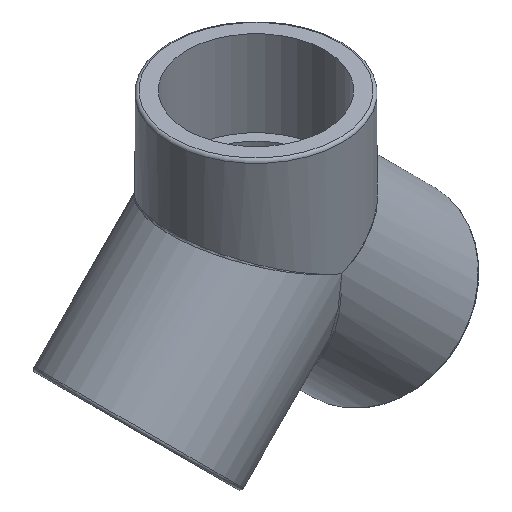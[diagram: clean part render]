
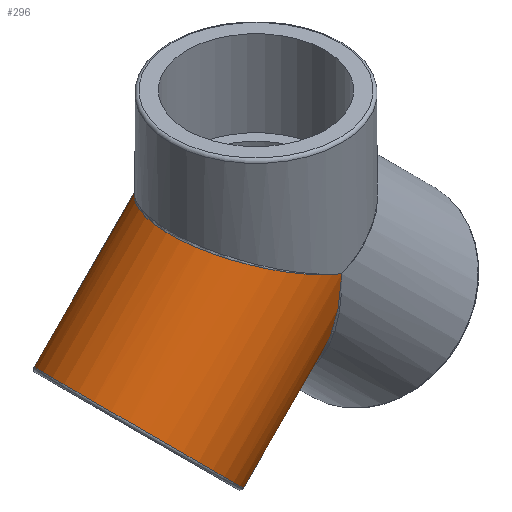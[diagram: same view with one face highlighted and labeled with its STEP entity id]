
A CAD part, isometric view. The second image highlights one B-rep face of the part: STEP entity #296.
In plain terms, the highlighted cylindrical face has radius 31 mm (diameter 62 mm), a full revolution.
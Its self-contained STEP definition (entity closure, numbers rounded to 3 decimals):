
#27=LINE('',#647,#36);
#36=VECTOR('',#412,31.);
#45=CYLINDRICAL_SURFACE('',#345,31.);
#54=CIRCLE('',#341,31.);
#57=CIRCLE('',#344,31.);
#82=FACE_OUTER_BOUND('',#103,.T.);
#103=EDGE_LOOP('',(#217,#218,#219,#220,#221,#222));
#126=ELLIPSE('',#333,33.715,31.);
#132=ELLIPSE('',#339,45.277,31.);
#138=VERTEX_POINT('',#538);
#139=VERTEX_POINT('',#539);
#141=VERTEX_POINT('',#639);
#142=VERTEX_POINT('',#640);
#163=EDGE_CURVE('',#138,#139,#126,.T.);
#169=EDGE_CURVE('',#139,#138,#132,.T.);
#170=EDGE_CURVE('',#141,#142,#54,.T.);
#173=EDGE_CURVE('',#142,#141,#57,.T.);
#174=EDGE_CURVE('',#141,#138,#27,.T.);
#217=ORIENTED_EDGE('',*,*,#170,.F.);
#218=ORIENTED_EDGE('',*,*,#174,.T.);
#219=ORIENTED_EDGE('',*,*,#169,.F.);
#220=ORIENTED_EDGE('',*,*,#163,.F.);
#221=ORIENTED_EDGE('',*,*,#174,.F.);
#222=ORIENTED_EDGE('',*,*,#173,.F.);
#296=ADVANCED_FACE('',(#82),#45,.T.);
#333=AXIS2_PLACEMENT_3D('',#540,#386,#387);
#339=AXIS2_PLACEMENT_3D('',#637,#398,#399);
#341=AXIS2_PLACEMENT_3D('',#641,#402,#403);
#344=AXIS2_PLACEMENT_3D('',#645,#408,#409);
#345=AXIS2_PLACEMENT_3D('',#646,#410,#411);
#386=DIRECTION('center_axis',(0.372,0.,0.928));
#387=DIRECTION('ref_axis',(-0.928,0.,0.372));
#398=DIRECTION('center_axis',(1.,0.,-0.031));
#399=DIRECTION('ref_axis',(-0.031,0.,-1.));
#402=DIRECTION('center_axis',(-0.707,0.,-0.707));
#403=DIRECTION('ref_axis',(0.,-1.,0.));
#408=DIRECTION('center_axis',(-0.707,0.,-0.707));
#409=DIRECTION('ref_axis',(0.,-1.,0.));
#410=DIRECTION('center_axis',(-0.707,0.,-0.707));
#411=DIRECTION('ref_axis',(0.,-1.,0.));
#412=DIRECTION('',(0.707,0.,0.707));
#538=CARTESIAN_POINT('',(0.,31.,0.));
#539=CARTESIAN_POINT('',(0.,-31.,0.));
#540=CARTESIAN_POINT('Origin',(0.,0.,0.));
#637=CARTESIAN_POINT('Origin',(0.,0.,0.));
#639=CARTESIAN_POINT('',(-42.426,31.,-42.426));
#640=CARTESIAN_POINT('',(-64.347,0.,-20.506));
#641=CARTESIAN_POINT('Origin',(-42.426,0.,-42.426));
#645=CARTESIAN_POINT('Origin',(-42.426,0.,-42.426));
#646=CARTESIAN_POINT('Origin',(0.,0.,0.));
#647=CARTESIAN_POINT('',(0.,31.,0.));
